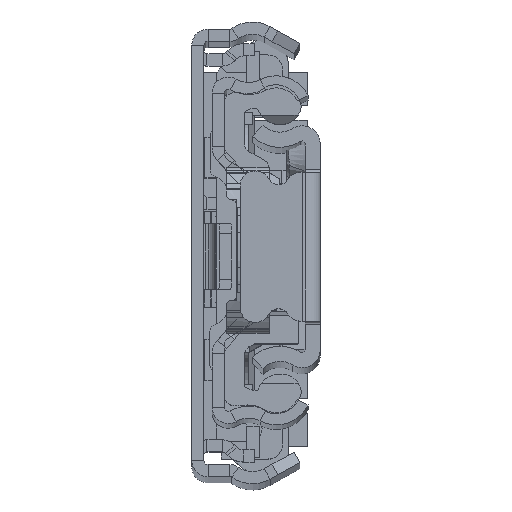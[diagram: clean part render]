
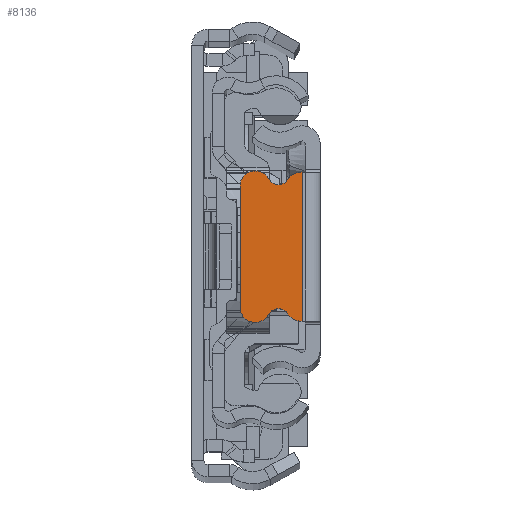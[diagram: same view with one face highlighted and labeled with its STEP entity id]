
A CAD part, top view. The second image highlights one B-rep face of the part: STEP entity #8136.
In plain terms, the highlighted planar face has unit normal (0, 0, 1).
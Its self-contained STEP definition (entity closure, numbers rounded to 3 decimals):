
#94 = CARTESIAN_POINT ( 'NONE',  ( -7.929, -6., 0. ) ) ;
#550 = DIRECTION ( 'NONE',  ( 0., -1., 0. ) ) ;
#1068 = CARTESIAN_POINT ( 'NONE',  ( -1.929, -7.37, 0. ) ) ;
#1764 = VECTOR ( 'NONE', #15560, 1000. ) ;
#1953 = CARTESIAN_POINT ( 'NONE',  ( -1.929, 5.87, 0. ) ) ;
#2187 = VERTEX_POINT ( 'NONE', #4631 ) ;
#2302 = VECTOR ( 'NONE', #550, 1000. ) ;
#2548 = CARTESIAN_POINT ( 'NONE',  ( -1.75, -7.37, 0. ) ) ;
#2823 = DIRECTION ( 'NONE',  ( -1., 0., 0. ) ) ;
#3097 = LINE ( 'NONE', #31323, #2302 ) ;
#3310 = CARTESIAN_POINT ( 'NONE',  ( -6.429, 6., 0. ) ) ;
#3819 = CARTESIAN_POINT ( 'NONE',  ( -1.929, -5.87, 0. ) ) ;
#4078 = ORIENTED_EDGE ( 'NONE', *, *, #7016, .F. ) ;
#4311 = LINE ( 'NONE', #17557, #32682 ) ;
#4359 = ORIENTED_EDGE ( 'NONE', *, *, #31012, .T. ) ;
#4631 = CARTESIAN_POINT ( 'NONE',  ( -1.929, 7.37, 0. ) ) ;
#4966 = DIRECTION ( 'NONE',  ( 0., 0., 1. ) ) ;
#6114 = CIRCLE ( 'NONE', #31066, 1.5 ) ;
#6623 = CIRCLE ( 'NONE', #28859, 1.1 ) ;
#6845 = DIRECTION ( 'NONE',  ( -1., 0., 0. ) ) ;
#6850 = DIRECTION ( 'NONE',  ( 1., 0., 0. ) ) ;
#7016 = EDGE_CURVE ( 'NONE', #2187, #9738, #4311, .T. ) ;
#7139 = VERTEX_POINT ( 'NONE', #23009 ) ;
#7748 = EDGE_CURVE ( 'NONE', #2187, #7139, #8213, .T. ) ;
#7842 = VERTEX_POINT ( 'NONE', #26389 ) ;
#8136 = ADVANCED_FACE ( 'NONE', ( #15329 ), #32833, .T. ) ;
#8182 = EDGE_LOOP ( 'NONE', ( #29773, #4078, #17027, #14281, #13558, #14886, #12782, #27937, #4359, #23070 ) ) ;
#8213 = CIRCLE ( 'NONE', #22306, 1.5 ) ;
#8216 = VERTEX_POINT ( 'NONE', #8698 ) ;
#8698 = CARTESIAN_POINT ( 'NONE',  ( -5.109, -6.713, 0. ) ) ;
#9493 = DIRECTION ( 'NONE',  ( 0., 0., -1. ) ) ;
#9738 = VERTEX_POINT ( 'NONE', #21018 ) ;
#10814 = DIRECTION ( 'NONE',  ( 0., 0., 1. ) ) ;
#12232 = CARTESIAN_POINT ( 'NONE',  ( -4.142, -7.236, 0. ) ) ;
#12354 = DIRECTION ( 'NONE',  ( 0., 0., 1. ) ) ;
#12782 = ORIENTED_EDGE ( 'NONE', *, *, #25928, .T. ) ;
#13199 = AXIS2_PLACEMENT_3D ( 'NONE', #26743, #13667, #24016 ) ;
#13558 = ORIENTED_EDGE ( 'NONE', *, *, #18142, .T. ) ;
#13667 = DIRECTION ( 'NONE',  ( 0., 0., 1. ) ) ;
#14201 = DIRECTION ( 'NONE',  ( 1., 0., 0. ) ) ;
#14281 = ORIENTED_EDGE ( 'NONE', *, *, #31899, .T. ) ;
#14325 = LINE ( 'NONE', #1068, #21284 ) ;
#14758 = DIRECTION ( 'NONE',  ( -1., 0., 0. ) ) ;
#14777 = CARTESIAN_POINT ( 'NONE',  ( -5.109, 6.713, 0. ) ) ;
#14844 = VERTEX_POINT ( 'NONE', #19438 ) ;
#14886 = ORIENTED_EDGE ( 'NONE', *, *, #25408, .T. ) ;
#14992 = CARTESIAN_POINT ( 'NONE',  ( 347.771, 0., 0. ) ) ;
#15329 = FACE_OUTER_BOUND ( 'NONE', #8182, .T. ) ;
#15560 = DIRECTION ( 'NONE',  ( 0., -1., 0. ) ) ;
#17020 = EDGE_CURVE ( 'NONE', #8216, #14844, #6623, .T. ) ;
#17027 = ORIENTED_EDGE ( 'NONE', *, *, #7748, .T. ) ;
#17388 = DIRECTION ( 'NONE',  ( 1., 0., 0. ) ) ;
#17557 = CARTESIAN_POINT ( 'NONE',  ( -1.929, 7.37, 0. ) ) ;
#18142 = EDGE_CURVE ( 'NONE', #22084, #7842, #32180, .T. ) ;
#18634 = EDGE_CURVE ( 'NONE', #9738, #24111, #3097, .T. ) ;
#18732 = EDGE_CURVE ( 'NONE', #24111, #20779, #14325, .T. ) ;
#18752 = CARTESIAN_POINT ( 'NONE',  ( -1.929, -7.37, 0. ) ) ;
#19438 = CARTESIAN_POINT ( 'NONE',  ( -3.206, -6.658, 0. ) ) ;
#20136 = VERTEX_POINT ( 'NONE', #23321 ) ;
#20167 = AXIS2_PLACEMENT_3D ( 'NONE', #14992, #4966, #6850 ) ;
#20183 = CARTESIAN_POINT ( 'NONE',  ( -4.142, 7.236, 0. ) ) ;
#20197 = DIRECTION ( 'NONE',  ( 0., 0., -1. ) ) ;
#20779 = VERTEX_POINT ( 'NONE', #18752 ) ;
#21018 = CARTESIAN_POINT ( 'NONE',  ( -1.75, 7.37, 0. ) ) ;
#21284 = VECTOR ( 'NONE', #6845, 1000. ) ;
#22084 = VERTEX_POINT ( 'NONE', #14777 ) ;
#22306 = AXIS2_PLACEMENT_3D ( 'NONE', #1953, #12354, #22700 ) ;
#22700 = DIRECTION ( 'NONE',  ( -1., 0., 0. ) ) ;
#22918 = LINE ( 'NONE', #94, #1764 ) ;
#23009 = CARTESIAN_POINT ( 'NONE',  ( -3.206, 6.658, 0. ) ) ;
#23070 = ORIENTED_EDGE ( 'NONE', *, *, #18732, .F. ) ;
#23321 = CARTESIAN_POINT ( 'NONE',  ( -7.929, -6., 0. ) ) ;
#24016 = DIRECTION ( 'NONE',  ( 1., 0., 0. ) ) ;
#24111 = VERTEX_POINT ( 'NONE', #2548 ) ;
#25408 = EDGE_CURVE ( 'NONE', #7842, #20136, #22918, .T. ) ;
#25928 = EDGE_CURVE ( 'NONE', #20136, #8216, #27836, .T. ) ;
#26389 = CARTESIAN_POINT ( 'NONE',  ( -7.929, 6., 0. ) ) ;
#26743 = CARTESIAN_POINT ( 'NONE',  ( -6.429, -6., 0. ) ) ;
#27237 = CIRCLE ( 'NONE', #32662, 1.1 ) ;
#27836 = CIRCLE ( 'NONE', #13199, 1.5 ) ;
#27937 = ORIENTED_EDGE ( 'NONE', *, *, #17020, .T. ) ;
#28859 = AXIS2_PLACEMENT_3D ( 'NONE', #12232, #20197, #14758 ) ;
#29773 = ORIENTED_EDGE ( 'NONE', *, *, #18634, .F. ) ;
#29994 = DIRECTION ( 'NONE',  ( 0., 0., 1. ) ) ;
#30548 = AXIS2_PLACEMENT_3D ( 'NONE', #3310, #10814, #2823 ) ;
#31012 = EDGE_CURVE ( 'NONE', #14844, #20779, #6114, .T. ) ;
#31066 = AXIS2_PLACEMENT_3D ( 'NONE', #3819, #29994, #14201 ) ;
#31323 = CARTESIAN_POINT ( 'NONE',  ( -1.75, 0., 0. ) ) ;
#31899 = EDGE_CURVE ( 'NONE', #7139, #22084, #27237, .T. ) ;
#32180 = CIRCLE ( 'NONE', #30548, 1.5 ) ;
#32662 = AXIS2_PLACEMENT_3D ( 'NONE', #20183, #9493, #32753 ) ;
#32682 = VECTOR ( 'NONE', #17388, 1000. ) ;
#32753 = DIRECTION ( 'NONE',  ( 1., 0., 0. ) ) ;
#32833 = PLANE ( 'NONE',  #20167 ) ;
